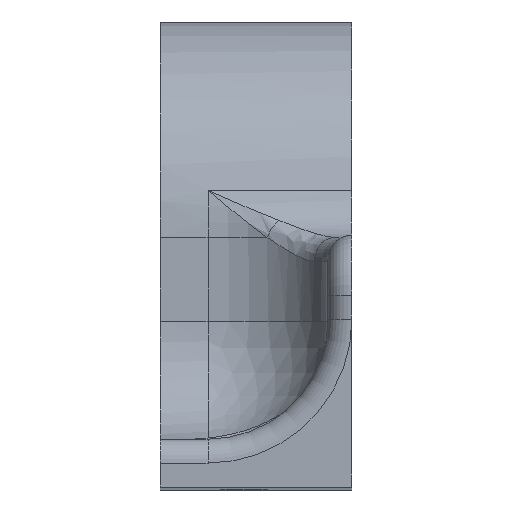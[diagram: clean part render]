
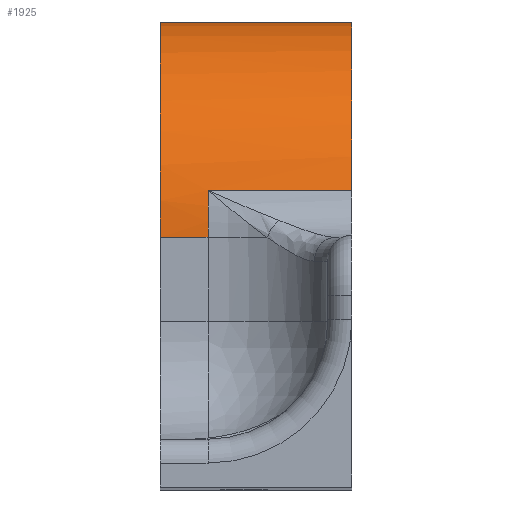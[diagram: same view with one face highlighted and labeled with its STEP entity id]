
A CAD part, top view. The second image highlights one B-rep face of the part: STEP entity #1925.
In plain terms, the highlighted cylindrical face has radius 18 mm (diameter 36 mm), a partial arc.
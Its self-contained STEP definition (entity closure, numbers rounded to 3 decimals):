
#5 = VERTEX_POINT ( 'NONE', #248 ) ;
#10 = CARTESIAN_POINT ( 'NONE',  ( -3., 24.913, -35.43 ) ) ;
#147 = EDGE_CURVE ( 'NONE', #1240, #5, #1982, .T. ) ;
#199 = VECTOR ( 'NONE', #997, 1000. ) ;
#218 = DIRECTION ( 'NONE',  ( 1., 0., 0. ) ) ;
#234 = CARTESIAN_POINT ( 'NONE',  ( -7., 21., -53. ) ) ;
#248 = CARTESIAN_POINT ( 'NONE',  ( -7., 21., -35. ) ) ;
#259 = DIRECTION ( 'NONE',  ( 0., 0., -1. ) ) ;
#317 = EDGE_CURVE ( 'NONE', #421, #1408, #1205, .T. ) ;
#332 = CARTESIAN_POINT ( 'NONE',  ( -56.497, 24.913, -35.43 ) ) ;
#376 = CARTESIAN_POINT ( 'NONE',  ( -3., 21., -53. ) ) ;
#421 = VERTEX_POINT ( 'NONE', #10 ) ;
#441 = CARTESIAN_POINT ( 'NONE',  ( 0., 38.993, -52.5 ) ) ;
#449 = ORIENTED_EDGE ( 'NONE', *, *, #147, .F. ) ;
#505 = CARTESIAN_POINT ( 'NONE',  ( -7., 38.993, -52.5 ) ) ;
#531 = DIRECTION ( 'NONE',  ( 0., 0., 1. ) ) ;
#543 = EDGE_CURVE ( 'NONE', #1471, #1834, #2011, .T. ) ;
#588 = DIRECTION ( 'NONE',  ( -1., 0., 0. ) ) ;
#668 = CIRCLE ( 'NONE', #813, 18. ) ;
#795 = AXIS2_PLACEMENT_3D ( 'NONE', #1766, #218, #1599 ) ;
#813 = AXIS2_PLACEMENT_3D ( 'NONE', #234, #963, #259 ) ;
#895 = CIRCLE ( 'NONE', #1086, 18. ) ;
#905 = CIRCLE ( 'NONE', #980, 18. ) ;
#963 = DIRECTION ( 'NONE',  ( -1., 0., 0. ) ) ;
#980 = AXIS2_PLACEMENT_3D ( 'NONE', #376, #1621, #1580 ) ;
#997 = DIRECTION ( 'NONE',  ( 1., 0., 0. ) ) ;
#1086 = AXIS2_PLACEMENT_3D ( 'NONE', #1428, #1773, #531 ) ;
#1176 = VECTOR ( 'NONE', #588, 1000. ) ;
#1199 = EDGE_CURVE ( 'NONE', #1408, #1834, #895, .T. ) ;
#1205 = LINE ( 'NONE', #332, #199 ) ;
#1240 = VERTEX_POINT ( 'NONE', #1748 ) ;
#1257 = ORIENTED_EDGE ( 'NONE', *, *, #1371, .F. ) ;
#1294 = DIRECTION ( 'NONE',  ( 1., 0., 0. ) ) ;
#1371 = EDGE_CURVE ( 'NONE', #5, #1471, #668, .T. ) ;
#1390 = ORIENTED_EDGE ( 'NONE', *, *, #1199, .T. ) ;
#1400 = CARTESIAN_POINT ( 'NONE',  ( 9., 38.993, -52.5 ) ) ;
#1408 = VERTEX_POINT ( 'NONE', #1850 ) ;
#1413 = CYLINDRICAL_SURFACE ( 'NONE', #795, 18. ) ;
#1428 = CARTESIAN_POINT ( 'NONE',  ( 9., 21., -53. ) ) ;
#1471 = VERTEX_POINT ( 'NONE', #505 ) ;
#1563 = VECTOR ( 'NONE', #1294, 1000. ) ;
#1580 = DIRECTION ( 'NONE',  ( 0., 0., 1. ) ) ;
#1599 = DIRECTION ( 'NONE',  ( 0., 0., -1. ) ) ;
#1621 = DIRECTION ( 'NONE',  ( -1., 0., 0. ) ) ;
#1748 = CARTESIAN_POINT ( 'NONE',  ( -3., 21., -35. ) ) ;
#1766 = CARTESIAN_POINT ( 'NONE',  ( -56.497, 21., -53. ) ) ;
#1773 = DIRECTION ( 'NONE',  ( -1., 0., 0. ) ) ;
#1792 = EDGE_LOOP ( 'NONE', ( #449, #2181, #1859, #1390, #2053, #1257 ) ) ;
#1834 = VERTEX_POINT ( 'NONE', #1400 ) ;
#1838 = CARTESIAN_POINT ( 'NONE',  ( -56.497, 21., -35. ) ) ;
#1850 = CARTESIAN_POINT ( 'NONE',  ( 9., 24.913, -35.43 ) ) ;
#1859 = ORIENTED_EDGE ( 'NONE', *, *, #317, .T. ) ;
#1907 = EDGE_CURVE ( 'NONE', #1240, #421, #905, .T. ) ;
#1925 = ADVANCED_FACE ( 'NONE', ( #2094 ), #1413, .T. ) ;
#1982 = LINE ( 'NONE', #1838, #1176 ) ;
#2011 = LINE ( 'NONE', #441, #1563 ) ;
#2053 = ORIENTED_EDGE ( 'NONE', *, *, #543, .F. ) ;
#2094 = FACE_OUTER_BOUND ( 'NONE', #1792, .T. ) ;
#2181 = ORIENTED_EDGE ( 'NONE', *, *, #1907, .T. ) ;
